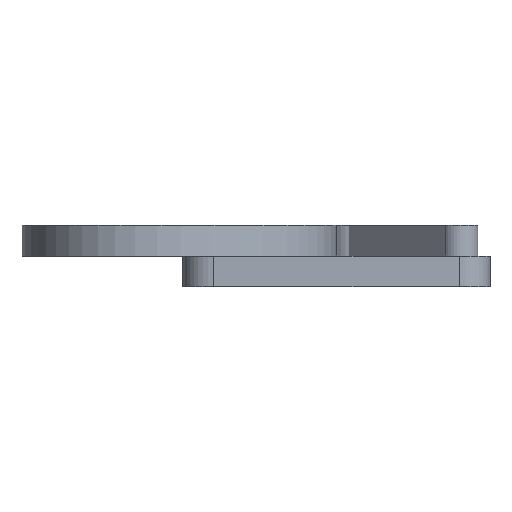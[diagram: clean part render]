
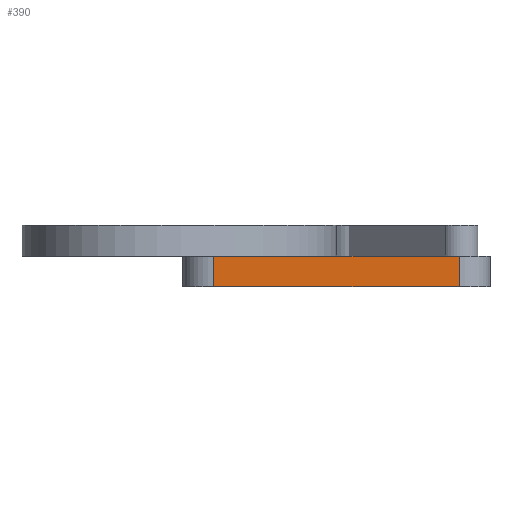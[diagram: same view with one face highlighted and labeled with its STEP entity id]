
A CAD part, front view. The second image highlights one B-rep face of the part: STEP entity #390.
In plain terms, the highlighted planar face has unit normal (0, -1, 0).
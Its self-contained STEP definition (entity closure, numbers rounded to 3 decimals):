
#58=PLANE('',#510);
#73=FACE_OUTER_BOUND('',#97,.T.);
#97=EDGE_LOOP('',(#292,#293,#294,#295));
#133=LINE('',#707,#157);
#134=LINE('',#710,#158);
#135=LINE('',#712,#159);
#136=LINE('',#713,#160);
#157=VECTOR('',#578,10.);
#158=VECTOR('',#581,10.);
#159=VECTOR('',#582,10.);
#160=VECTOR('',#583,10.);
#204=VERTEX_POINT('',#700);
#207=VERTEX_POINT('',#705);
#208=VERTEX_POINT('',#709);
#209=VERTEX_POINT('',#711);
#241=EDGE_CURVE('',#204,#207,#133,.T.);
#242=EDGE_CURVE('',#208,#204,#134,.T.);
#243=EDGE_CURVE('',#209,#207,#135,.T.);
#244=EDGE_CURVE('',#208,#209,#136,.T.);
#292=ORIENTED_EDGE('',*,*,#242,.T.);
#293=ORIENTED_EDGE('',*,*,#241,.T.);
#294=ORIENTED_EDGE('',*,*,#243,.F.);
#295=ORIENTED_EDGE('',*,*,#244,.F.);
#390=ADVANCED_FACE('',(#73),#58,.T.);
#510=AXIS2_PLACEMENT_3D('',#708,#579,#580);
#578=DIRECTION('',(0.,0.,1.));
#579=DIRECTION('center_axis',(0.,-1.,0.));
#580=DIRECTION('ref_axis',(1.,0.,0.));
#581=DIRECTION('',(1.,0.,0.));
#582=DIRECTION('',(1.,0.,0.));
#583=DIRECTION('',(0.,0.,1.));
#700=CARTESIAN_POINT('',(80.,-10.,0.));
#705=CARTESIAN_POINT('',(80.,-10.,10.));
#707=CARTESIAN_POINT('',(80.,-10.,0.));
#708=CARTESIAN_POINT('Origin',(0.,-10.,0.));
#709=CARTESIAN_POINT('',(0.,-10.,0.));
#710=CARTESIAN_POINT('',(0.,-10.,0.));
#711=CARTESIAN_POINT('',(0.,-10.,10.));
#712=CARTESIAN_POINT('',(0.,-10.,10.));
#713=CARTESIAN_POINT('',(0.,-10.,0.));
